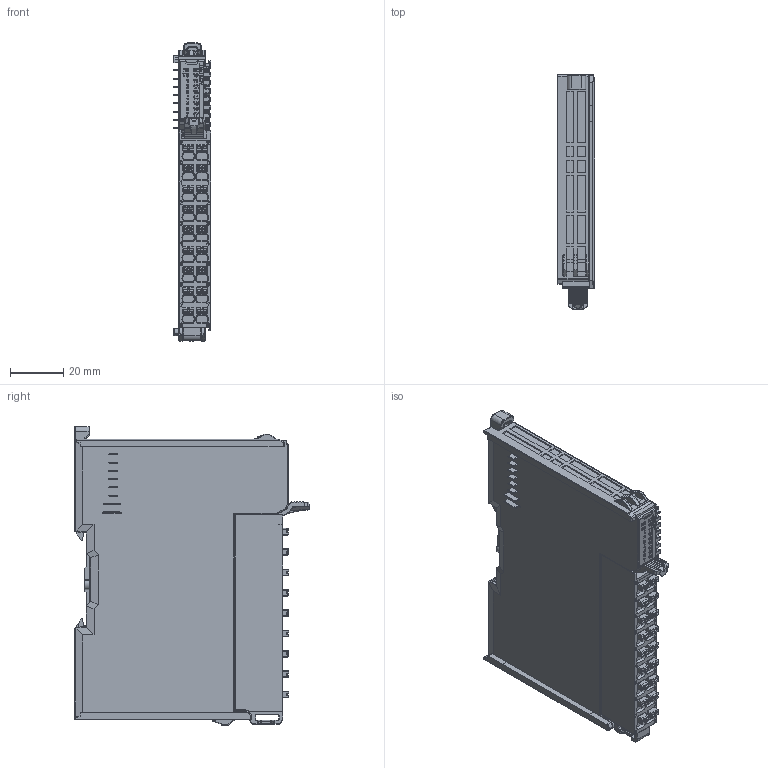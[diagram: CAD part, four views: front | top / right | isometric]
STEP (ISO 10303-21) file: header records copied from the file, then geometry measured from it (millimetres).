
FILE_DESCRIPTION(/* description */ (''),/* implementation_level */ '2;1');
FILE_NAME(/* name */ 'LF-E16YT-官网图-250903',/* time_stamp */ '2025-09-06T15:55:42+08:00',/* author */ (''),/* organization */ (''),/* preprocessor_version */ 'ST-DEVELOPER v19.2',/* originating_system */ 'Rhino 8.8',/* authorisation */ '');
FILE_SCHEMA (('AUTOMOTIVE_DESIGN'));
Products named in the file (3): Document; 图块 02; 图块 01
Bounding box: 14.15 x 87.78 x 111.75 mm (x, y, z)
Surface area: 39626.3 mm2 (no closed solid volume)
Topology: 0 solids, 6340 shells, 6393 faces, 34557 edges, 34494 vertices
Faces by surface type: plane 4047, cylinder 1623, bspline 723
Full cylindrical faces by diameter (mm): 0.4 x2, 0.473 x2, 1.47 x1, 1.5 x1, 2.22 x1, 4.7 x1, 8 x1
Entity records: 492615 total; most frequent: CARTESIAN_POINT 175267, ORIENTED_EDGE 34856, EDGE_CURVE 34513, VERTEX_POINT 34494, B_SPLINE_CURVE_WITH_KNOTS 28206, DIRECTION 16831, COLOUR_RGB 12679, FILL_AREA_STYLE_COLOUR 12679
